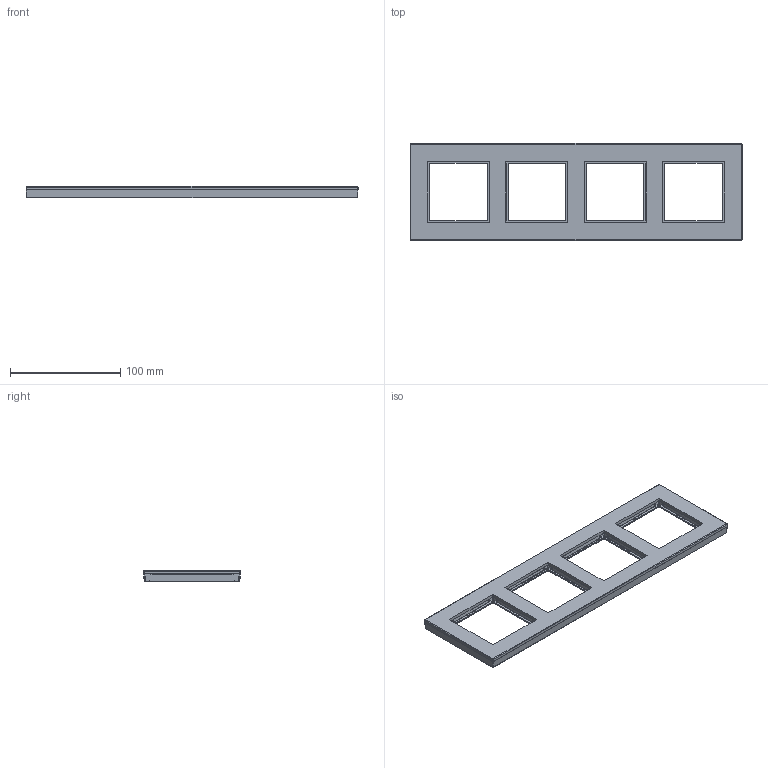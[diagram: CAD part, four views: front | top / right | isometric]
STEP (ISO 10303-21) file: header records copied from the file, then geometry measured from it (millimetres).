
FILE_DESCRIPTION((''),'2;1');
FILE_NAME('WAD8400ESV_ASM','2025-02-24T10:26:17',('andolfs'),(''),'CREO PARAMETRIC BY PTC INC, 2023154','CREO PARAMETRIC BY PTC INC, 2023154','');
FILE_SCHEMA(('CONFIG_CONTROL_DESIGN','SHAPE_APPEARANCE_LAYERS_GROUPS'));
Products named in the file (7): W4G0229_18; W1A2215_BG; W1A2469_DD; 9204676000_KLEBEPAD; 9204677000_KLEBEPAD; W2A0640_00_ASM; WAD8400ESV_ASM
Assembly tree (8 placements, depth 3):
  WAD8400ESV_ASM
    W4G0229_18
    W2A0640_00_ASM
      W1A2215_BG
      W1A2469_DD
      9204676000_KLEBEPAD
      9204677000_KLEBEPAD  x3
Bounding box: 301 x 88 x 10 mm (x, y, z)
Volume: 78434.5 mm3; surface area: 93428.7 mm2
Topology: 6 solids, 6 shells, 2768 faces, 7260 edges, 4612 vertices
Faces by surface type: plane 962, extrusion 806, cylinder 408, bspline 284, cone 116, torus 112, sphere 64, revolution 16
Entity records: 159303 total; most frequent: CARTESIAN_POINT 53769, ORIENTED_EDGE 14320, PRESENTATION_STYLE_ASSIGNMENT 10584, STYLED_ITEM 10584, DIRECTION 10292, CURVE_STYLE 7886, EDGE_CURVE 7160, VERTEX_POINT 4548
